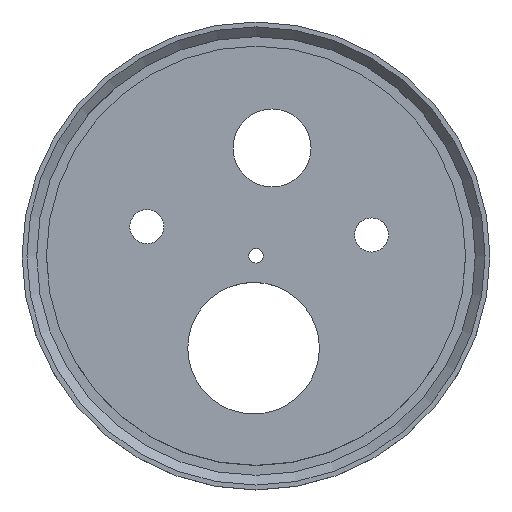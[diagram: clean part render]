
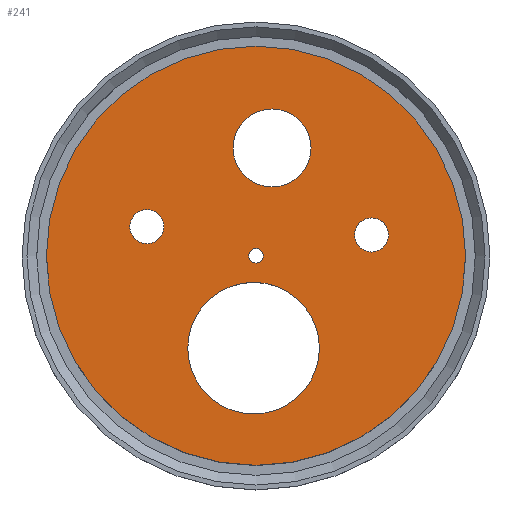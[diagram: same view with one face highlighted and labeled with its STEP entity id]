
A CAD part, top view. The second image highlights one B-rep face of the part: STEP entity #241.
In plain terms, the highlighted planar face has unit normal (0, 0, 1).
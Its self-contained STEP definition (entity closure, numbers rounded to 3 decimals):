
#21=FACE_BOUND('',#66,.T.);
#22=FACE_BOUND('',#67,.T.);
#23=FACE_BOUND('',#68,.T.);
#24=FACE_BOUND('',#69,.T.);
#25=FACE_BOUND('',#70,.T.);
#30=PLANE('',#287);
#44=FACE_OUTER_BOUND('',#65,.T.);
#65=EDGE_LOOP('',(#204));
#66=EDGE_LOOP('',(#205));
#67=EDGE_LOOP('',(#206));
#68=EDGE_LOOP('',(#207));
#69=EDGE_LOOP('',(#208));
#70=EDGE_LOOP('',(#209));
#97=CIRCLE('',#261,3.5);
#99=CIRCLE('',#264,3.5);
#101=CIRCLE('',#267,8.);
#103=CIRCLE('',#270,13.5);
#106=CIRCLE('',#274,1.5);
#112=CIRCLE('',#285,43.);
#116=VERTEX_POINT('',#376);
#118=VERTEX_POINT('',#382);
#120=VERTEX_POINT('',#388);
#122=VERTEX_POINT('',#394);
#125=VERTEX_POINT('',#402);
#131=VERTEX_POINT('',#422);
#135=EDGE_CURVE('',#116,#116,#97,.T.);
#138=EDGE_CURVE('',#118,#118,#99,.T.);
#141=EDGE_CURVE('',#120,#120,#101,.T.);
#144=EDGE_CURVE('',#122,#122,#103,.T.);
#149=EDGE_CURVE('',#125,#125,#106,.T.);
#157=EDGE_CURVE('',#131,#131,#112,.T.);
#204=ORIENTED_EDGE('',*,*,#157,.T.);
#205=ORIENTED_EDGE('',*,*,#135,.T.);
#206=ORIENTED_EDGE('',*,*,#138,.T.);
#207=ORIENTED_EDGE('',*,*,#141,.T.);
#208=ORIENTED_EDGE('',*,*,#144,.T.);
#209=ORIENTED_EDGE('',*,*,#149,.T.);
#241=ADVANCED_FACE('',(#44,#21,#22,#23,#24,#25),#30,.T.);
#261=AXIS2_PLACEMENT_3D('',#377,#298,#299);
#264=AXIS2_PLACEMENT_3D('',#383,#305,#306);
#267=AXIS2_PLACEMENT_3D('',#389,#312,#313);
#270=AXIS2_PLACEMENT_3D('',#395,#319,#320);
#274=AXIS2_PLACEMENT_3D('',#404,#329,#330);
#285=AXIS2_PLACEMENT_3D('',#423,#353,#354);
#287=AXIS2_PLACEMENT_3D('',#427,#358,#359);
#298=DIRECTION('center_axis',(0.,0.,-1.));
#299=DIRECTION('ref_axis',(-1.,0.,0.));
#305=DIRECTION('center_axis',(0.,0.,-1.));
#306=DIRECTION('ref_axis',(-1.,0.,0.));
#312=DIRECTION('center_axis',(0.,0.,-1.));
#313=DIRECTION('ref_axis',(-1.,0.,0.));
#319=DIRECTION('center_axis',(0.,0.,-1.));
#320=DIRECTION('ref_axis',(-1.,0.,0.));
#329=DIRECTION('center_axis',(0.,0.,-1.));
#330=DIRECTION('ref_axis',(1.,0.,0.));
#353=DIRECTION('center_axis',(0.,0.,1.));
#354=DIRECTION('ref_axis',(1.,0.,0.));
#358=DIRECTION('center_axis',(0.,0.,1.));
#359=DIRECTION('ref_axis',(1.,0.,0.));
#376=CARTESIAN_POINT('',(27.21,4.267,35.));
#377=CARTESIAN_POINT('Origin',(23.71,4.267,35.));
#382=CARTESIAN_POINT('',(-18.878,5.978,35.));
#383=CARTESIAN_POINT('Origin',(-22.378,5.978,35.));
#388=CARTESIAN_POINT('',(11.295,22.115,35.));
#389=CARTESIAN_POINT('Origin',(3.295,22.115,35.));
#394=CARTESIAN_POINT('',(13.005,-18.961,35.));
#395=CARTESIAN_POINT('Origin',(-0.495,-18.961,35.));
#402=CARTESIAN_POINT('',(-1.5,0.,35.));
#404=CARTESIAN_POINT('Origin',(0.,0.,35.));
#422=CARTESIAN_POINT('',(-43.,0.,35.));
#423=CARTESIAN_POINT('Origin',(0.,0.,35.));
#427=CARTESIAN_POINT('Origin',(0.,0.,35.));
